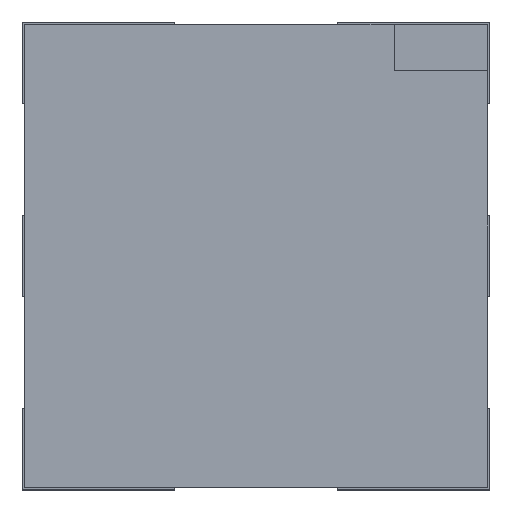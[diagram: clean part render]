
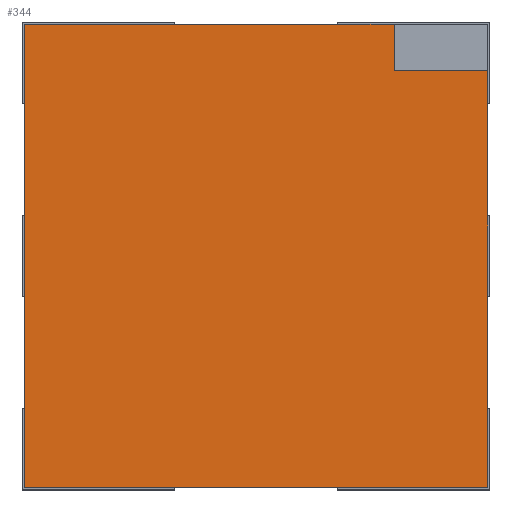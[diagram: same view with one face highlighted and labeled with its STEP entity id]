
A CAD part, top view. The second image highlights one B-rep face of the part: STEP entity #344.
In plain terms, the highlighted planar face has unit normal (0, 0, 1).
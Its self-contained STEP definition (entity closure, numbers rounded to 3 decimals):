
#14 = CARTESIAN_POINT ( 'NONE',  ( -0.99, 0.99, 0.9 ) ) ;
#132 = EDGE_CURVE ( 'NONE', #856, #1723, #1737, .T. ) ;
#211 = VERTEX_POINT ( 'NONE', #354 ) ;
#235 = EDGE_CURVE ( 'NONE', #211, #966, #1499, .T. ) ;
#282 = DIRECTION ( 'NONE',  ( -1., 0., 0. ) ) ;
#325 = CARTESIAN_POINT ( 'NONE',  ( 0.99, 0.99, 0.9 ) ) ;
#344 = ADVANCED_FACE ( 'NONE', ( #594 ), #648, .T. ) ;
#348 = ORIENTED_EDGE ( 'NONE', *, *, #1415, .F. ) ;
#354 = CARTESIAN_POINT ( 'NONE',  ( 0.99, -0.99, 0.9 ) ) ;
#372 = ORIENTED_EDGE ( 'NONE', *, *, #578, .T. ) ;
#433 = VERTEX_POINT ( 'NONE', #1780 ) ;
#483 = ORIENTED_EDGE ( 'NONE', *, *, #1580, .T. ) ;
#495 = LINE ( 'NONE', #1918, #1331 ) ;
#501 = CARTESIAN_POINT ( 'NONE',  ( -0.99, -0.99, 0.9 ) ) ;
#502 = VECTOR ( 'NONE', #687, 1000. ) ;
#578 = EDGE_CURVE ( 'NONE', #433, #849, #495, .T. ) ;
#584 = VECTOR ( 'NONE', #282, 1000. ) ;
#594 = FACE_OUTER_BOUND ( 'NONE', #1845, .T. ) ;
#616 = VECTOR ( 'NONE', #1137, 1000. ) ;
#648 = PLANE ( 'NONE',  #1123 ) ;
#657 = CARTESIAN_POINT ( 'NONE',  ( 0.59, 0.99, 0.9 ) ) ;
#687 = DIRECTION ( 'NONE',  ( 0., -1., 0. ) ) ;
#799 = LINE ( 'NONE', #1190, #1171 ) ;
#849 = VERTEX_POINT ( 'NONE', #501 ) ;
#856 = VERTEX_POINT ( 'NONE', #657 ) ;
#966 = VERTEX_POINT ( 'NONE', #997 ) ;
#997 = CARTESIAN_POINT ( 'NONE',  ( 0.99, 0.79, 0.9 ) ) ;
#1001 = LINE ( 'NONE', #14, #584 ) ;
#1019 = ORIENTED_EDGE ( 'NONE', *, *, #132, .F. ) ;
#1037 = DIRECTION ( 'NONE',  ( 1., 0., 0. ) ) ;
#1053 = LINE ( 'NONE', #1670, #1830 ) ;
#1123 = AXIS2_PLACEMENT_3D ( 'NONE', #1431, #1460, #1479 ) ;
#1137 = DIRECTION ( 'NONE',  ( 0., 1., 0. ) ) ;
#1171 = VECTOR ( 'NONE', #1037, 1000. ) ;
#1190 = CARTESIAN_POINT ( 'NONE',  ( 0.99, 0.79, 0.9 ) ) ;
#1331 = VECTOR ( 'NONE', #1660, 1000. ) ;
#1351 = EDGE_CURVE ( 'NONE', #856, #433, #1001, .T. ) ;
#1387 = DIRECTION ( 'NONE',  ( 1., 0., 0. ) ) ;
#1415 = EDGE_CURVE ( 'NONE', #1723, #966, #799, .T. ) ;
#1431 = CARTESIAN_POINT ( 'NONE',  ( 0., 0., 0.9 ) ) ;
#1460 = DIRECTION ( 'NONE',  ( 0., 0., 1. ) ) ;
#1479 = DIRECTION ( 'NONE',  ( 1., 0., 0. ) ) ;
#1499 = LINE ( 'NONE', #325, #616 ) ;
#1554 = CARTESIAN_POINT ( 'NONE',  ( 0.59, 0.79, 0.9 ) ) ;
#1580 = EDGE_CURVE ( 'NONE', #849, #211, #1053, .T. ) ;
#1660 = DIRECTION ( 'NONE',  ( 0., -1., 0. ) ) ;
#1670 = CARTESIAN_POINT ( 'NONE',  ( -0.99, -0.99, 0.9 ) ) ;
#1723 = VERTEX_POINT ( 'NONE', #1554 ) ;
#1737 = LINE ( 'NONE', #1755, #502 ) ;
#1755 = CARTESIAN_POINT ( 'NONE',  ( 0.59, 0.99, 0.9 ) ) ;
#1780 = CARTESIAN_POINT ( 'NONE',  ( -0.99, 0.99, 0.9 ) ) ;
#1820 = ORIENTED_EDGE ( 'NONE', *, *, #235, .T. ) ;
#1830 = VECTOR ( 'NONE', #1387, 1000. ) ;
#1845 = EDGE_LOOP ( 'NONE', ( #348, #1019, #1896, #372, #483, #1820 ) ) ;
#1896 = ORIENTED_EDGE ( 'NONE', *, *, #1351, .T. ) ;
#1918 = CARTESIAN_POINT ( 'NONE',  ( -0.99, 0.99, 0.9 ) ) ;
